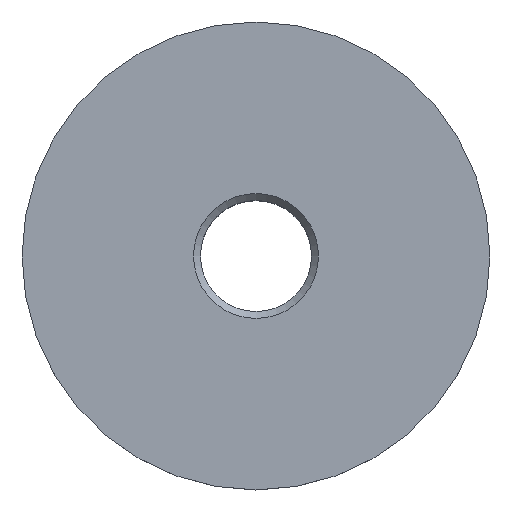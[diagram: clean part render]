
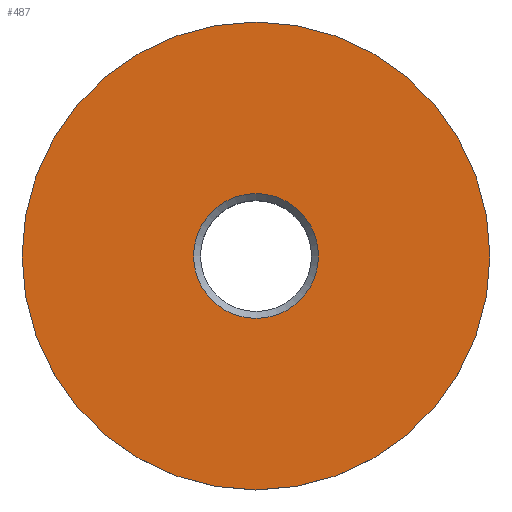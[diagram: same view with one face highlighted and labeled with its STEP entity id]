
A CAD part, top view. The second image highlights one B-rep face of the part: STEP entity #487.
In plain terms, the highlighted planar face has unit normal (0, 0, 1).
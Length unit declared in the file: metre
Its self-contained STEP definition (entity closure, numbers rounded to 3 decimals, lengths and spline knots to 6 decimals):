
#487=ADVANCED_FACE('',(#1514,#1515),#1516,.T.);
#1514=FACE_BOUND('',#2989,.T.);
#1515=FACE_OUTER_BOUND('',#2990,.T.);
#1516=PLANE('',#2991);
#2989=EDGE_LOOP('',(#4734));
#2990=EDGE_LOOP('',(#4735));
#2991=AXIS2_PLACEMENT_3D('',#4736,#4737,#4738);
#4734=ORIENTED_EDGE('',*,*,#8725,.T.);
#4735=ORIENTED_EDGE('',*,*,#8723,.F.);
#4736=CARTESIAN_POINT('',(0.0,0.0,0.0));
#4737=DIRECTION('',(0.0,-0.0,1.0));
#4738=DIRECTION('',(1.0,0.0,0.0));
#8723=EDGE_CURVE('',#10630,#10630,#10631,.T.);
#8725=EDGE_CURVE('',#10633,#10633,#10634,.F.);
#10630=VERTEX_POINT('',#13081);
#10631=CIRCLE('',#13082,0.01685);
#10633=VERTEX_POINT('',#13084);
#10634=CIRCLE('',#13085,0.0045);
#13081=CARTESIAN_POINT('',(-0.01685,0.0,0.0));
#13082=AXIS2_PLACEMENT_3D('',#16072,#16073,#16074);
#13084=CARTESIAN_POINT('',(0.0045,0.,0.0));
#13085=AXIS2_PLACEMENT_3D('',#16075,#16076,#16077);
#16072=CARTESIAN_POINT('',(0.0,0.0,0.0));
#16073=DIRECTION('',(0.0,0.0,-1.0));
#16074=DIRECTION('',(-1.0,0.0,0.0));
#16075=CARTESIAN_POINT('',(0.0,0.0,0.0));
#16076=DIRECTION('',(0.0,-0.0,1.0));
#16077=DIRECTION('',(1.0,0.0,0.0));
